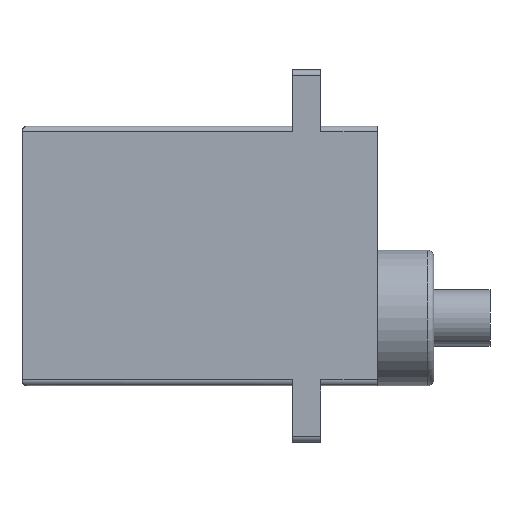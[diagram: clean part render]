
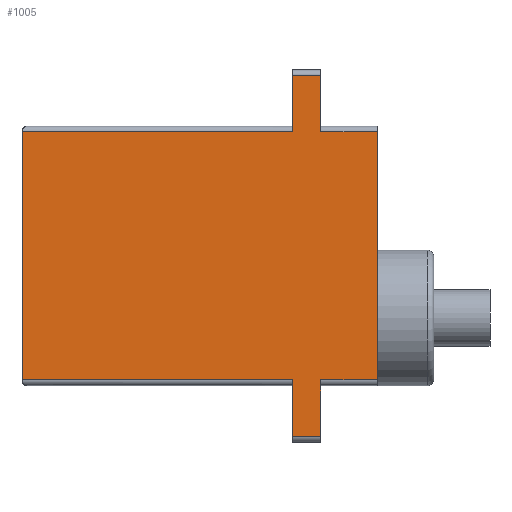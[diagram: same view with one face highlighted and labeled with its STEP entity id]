
A CAD part, top view. The second image highlights one B-rep face of the part: STEP entity #1005.
In plain terms, the highlighted planar face has unit normal (0, 0, 1).
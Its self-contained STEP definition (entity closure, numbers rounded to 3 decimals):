
#31=PLANE('',#1091);
#70=FACE_OUTER_BOUND('',#128,.T.);
#128=EDGE_LOOP('',(#733,#734,#735,#736,#737,#738,#739,#740,#741,#742,#743,
#744));
#220=LINE('',#1498,#326);
#229=LINE('',#1525,#335);
#245=LINE('',#1565,#351);
#246=LINE('',#1568,#352);
#248=LINE('',#1572,#354);
#249=LINE('',#1573,#355);
#250=LINE('',#1575,#356);
#251=LINE('',#1577,#357);
#252=LINE('',#1578,#358);
#253=LINE('',#1580,#359);
#254=LINE('',#1582,#360);
#255=LINE('',#1583,#361);
#326=VECTOR('',#1186,10.);
#335=VECTOR('',#1209,10.);
#351=VECTOR('',#1243,10.);
#352=VECTOR('',#1246,10.);
#354=VECTOR('',#1250,10.);
#355=VECTOR('',#1251,10.);
#356=VECTOR('',#1252,10.);
#357=VECTOR('',#1253,10.);
#358=VECTOR('',#1254,10.);
#359=VECTOR('',#1255,10.);
#360=VECTOR('',#1256,10.);
#361=VECTOR('',#1257,10.);
#434=VERTEX_POINT('',#1495);
#435=VERTEX_POINT('',#1497);
#445=VERTEX_POINT('',#1522);
#446=VERTEX_POINT('',#1524);
#458=VERTEX_POINT('',#1555);
#461=VERTEX_POINT('',#1563);
#462=VERTEX_POINT('',#1567);
#463=VERTEX_POINT('',#1571);
#464=VERTEX_POINT('',#1574);
#465=VERTEX_POINT('',#1576);
#466=VERTEX_POINT('',#1579);
#467=VERTEX_POINT('',#1581);
#533=EDGE_CURVE('',#435,#434,#220,.T.);
#546=EDGE_CURVE('',#446,#445,#229,.T.);
#567=EDGE_CURVE('',#461,#458,#245,.T.);
#568=EDGE_CURVE('',#462,#458,#246,.T.);
#570=EDGE_CURVE('',#461,#463,#248,.T.);
#571=EDGE_CURVE('',#446,#463,#249,.T.);
#572=EDGE_CURVE('',#464,#445,#250,.T.);
#573=EDGE_CURVE('',#464,#465,#251,.T.);
#574=EDGE_CURVE('',#435,#465,#252,.T.);
#575=EDGE_CURVE('',#466,#434,#253,.T.);
#576=EDGE_CURVE('',#466,#467,#254,.T.);
#577=EDGE_CURVE('',#462,#467,#255,.T.);
#733=ORIENTED_EDGE('',*,*,#567,.F.);
#734=ORIENTED_EDGE('',*,*,#570,.T.);
#735=ORIENTED_EDGE('',*,*,#571,.F.);
#736=ORIENTED_EDGE('',*,*,#546,.T.);
#737=ORIENTED_EDGE('',*,*,#572,.F.);
#738=ORIENTED_EDGE('',*,*,#573,.T.);
#739=ORIENTED_EDGE('',*,*,#574,.F.);
#740=ORIENTED_EDGE('',*,*,#533,.T.);
#741=ORIENTED_EDGE('',*,*,#575,.F.);
#742=ORIENTED_EDGE('',*,*,#576,.T.);
#743=ORIENTED_EDGE('',*,*,#577,.F.);
#744=ORIENTED_EDGE('',*,*,#568,.T.);
#1005=ADVANCED_FACE('',(#70),#31,.T.);
#1091=AXIS2_PLACEMENT_3D('',#1570,#1248,#1249);
#1186=DIRECTION('',(0.,1.,0.));
#1209=DIRECTION('',(0.,1.,0.));
#1243=DIRECTION('',(-1.,0.,0.));
#1246=DIRECTION('',(0.,-1.,0.));
#1248=DIRECTION('center_axis',(0.,0.,1.));
#1249=DIRECTION('ref_axis',(1.,0.,0.));
#1250=DIRECTION('',(0.,-1.,0.));
#1251=DIRECTION('',(-1.,0.,0.));
#1252=DIRECTION('',(-1.,0.,0.));
#1253=DIRECTION('',(0.,1.,0.));
#1254=DIRECTION('',(1.,0.,0.));
#1255=DIRECTION('',(1.,0.,0.));
#1256=DIRECTION('',(0.,-1.,0.));
#1257=DIRECTION('',(1.,0.,0.));
#1495=CARTESIAN_POINT('',(-51.,16.,27.5));
#1497=CARTESIAN_POINT('',(-51.,11.,27.5));
#1498=CARTESIAN_POINT('',(-51.,-16.5,27.5));
#1522=CARTESIAN_POINT('',(-51.,-11.,27.5));
#1524=CARTESIAN_POINT('',(-51.,-16.,27.5));
#1525=CARTESIAN_POINT('',(-51.,-16.5,27.5));
#1555=CARTESIAN_POINT('',(-77.5,-11.,27.5));
#1563=CARTESIAN_POINT('',(-53.5,-11.,27.5));
#1565=CARTESIAN_POINT('',(-69.625,-11.,27.5));
#1567=CARTESIAN_POINT('',(-77.5,11.,27.5));
#1568=CARTESIAN_POINT('',(-77.5,-11.5,27.5));
#1570=CARTESIAN_POINT('Origin',(-61.75,0.,27.5));
#1571=CARTESIAN_POINT('',(-53.5,-16.,27.5));
#1572=CARTESIAN_POINT('',(-53.5,16.5,27.5));
#1573=CARTESIAN_POINT('',(-57.625,-16.,27.5));
#1574=CARTESIAN_POINT('',(-46.,-11.,27.5));
#1575=CARTESIAN_POINT('',(-56.375,-11.,27.5));
#1576=CARTESIAN_POINT('',(-46.,11.,27.5));
#1577=CARTESIAN_POINT('',(-46.,11.5,27.5));
#1578=CARTESIAN_POINT('',(-53.875,11.,27.5));
#1579=CARTESIAN_POINT('',(-53.5,16.,27.5));
#1580=CARTESIAN_POINT('',(-56.375,16.,27.5));
#1581=CARTESIAN_POINT('',(-53.5,11.,27.5));
#1582=CARTESIAN_POINT('',(-53.5,16.5,27.5));
#1583=CARTESIAN_POINT('',(-57.625,11.,27.5));
